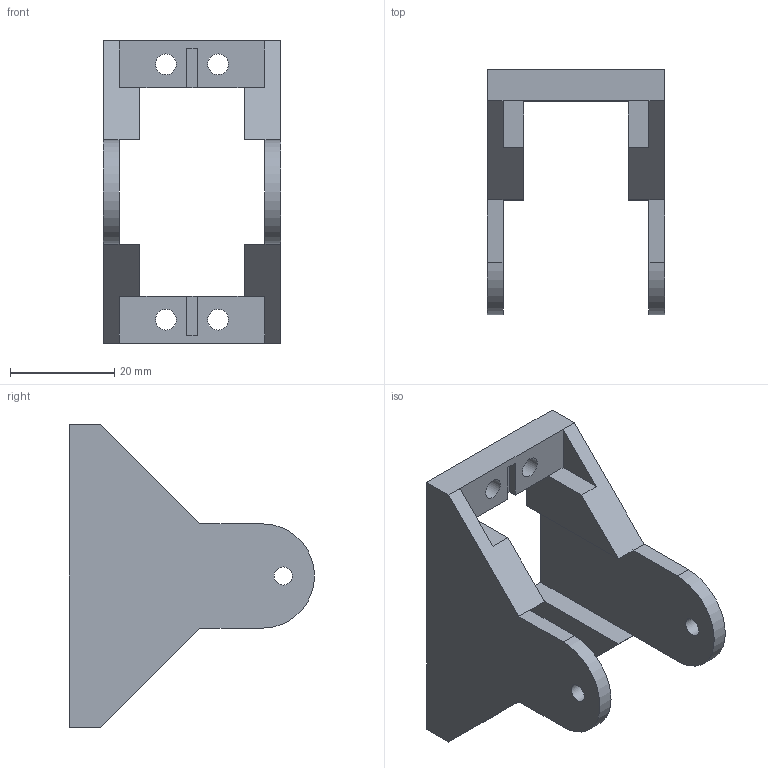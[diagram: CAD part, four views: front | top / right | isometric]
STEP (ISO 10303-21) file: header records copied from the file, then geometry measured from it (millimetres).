
FILE_DESCRIPTION(('STEP AP214'), '1');
FILE_NAME('Êðîíøòåéí ñåðâîïðèâîäà âðàùåíèÿ', '', ('UNSPECIFIED'), ('UNSPECIFIED'), 'C3D Converter', 'C3D Toolkit', '');
FILE_SCHEMA(('AUTOMOTIVE_DESIGN { 1 0 10303 214 3 1 1}'));
Length unit declared in the file: millimetre
Bounding box: 34 x 47 x 58 mm (x, y, z)
Volume: 14590.4 mm3; surface area: 9660.6 mm2
Topology: 1 solids, 1 shells, 79 faces, 210 edges, 136 vertices
Faces by surface type: plane 71, cylinder 8
Full cylindrical faces by diameter (mm): 3.5 x2, 4 x4
Entity records: 3074 total; most frequent: CARTESIAN_POINT 420, ORIENTED_EDGE 408, DIRECTION 380, EDGE_CURVE 204, LINE 188, VECTOR 188, VERTEX_POINT 136, EDGE_LOOP 102
